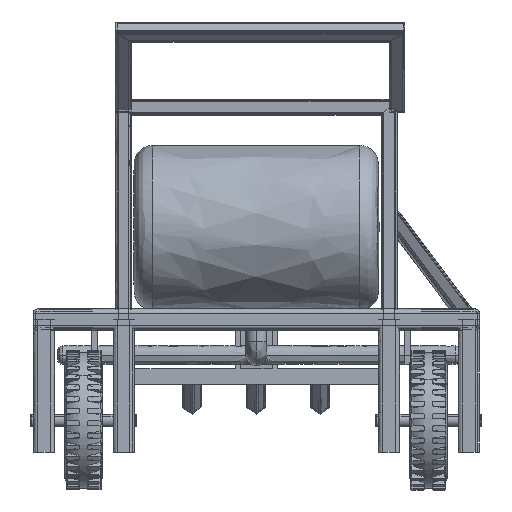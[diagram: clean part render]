
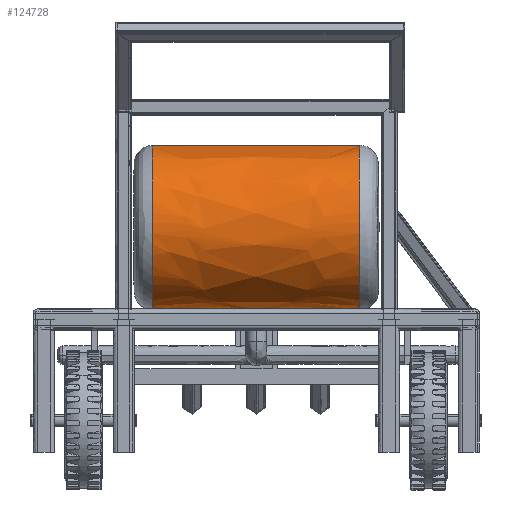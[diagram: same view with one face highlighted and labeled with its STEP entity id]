
A CAD part, left-side view. The second image highlights one B-rep face of the part: STEP entity #124728.
In plain terms, the highlighted free-form (B-spline) face has degree [2, 1] with [5, 2] control points.
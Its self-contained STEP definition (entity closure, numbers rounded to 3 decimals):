
#124417 = VERTEX_POINT('',#124418);
#124418 = CARTESIAN_POINT('',(-340.692,-72.959,
    -54.433));
#124423 = EDGE_CURVE('',#124417,#124424,#124426,.T.);
#124424 = VERTEX_POINT('',#124425);
#124425 = CARTESIAN_POINT('',(-340.878,-93.806,
    -54.433));
#124426 = B_SPLINE_CURVE_WITH_KNOTS('',3,(#124427,#124428,#124429,
    #124430,#124431,#124432,#124433,#124434,#124435,#124436,#124437,
    #124438,#124439,#124440,#124441,#124442,#124443,#124444,#124445,
    #124446,#124447,#124448,#124449,#124450,#124451,#124452,#124453,
    #124454,#124455,#124456,#124457,#124458,#124459,#124460,#124461,
    #124462,#124463,#124464,#124465,#124466,#124467,#124468,#124469,
    #124470,#124471,#124472,#124473),.UNSPECIFIED.,.F.,.F.,(4,2,2,2,2,2,
    2,2,2,1,2,2,2,2,2,2,2,2,2,2,2,2,2,4),(0.,
    0.002,0.003,0.004,
    0.006,0.007,0.008,
    0.01,0.011,0.012,
    0.013,0.014,0.016,
    0.017,0.018,0.02,
    0.021,0.021,0.023,
    0.025,0.026,0.027,
    0.029,0.031),.UNSPECIFIED.);
#124427 = CARTESIAN_POINT('',(-340.692,-72.959,
    -54.433));
#124428 = CARTESIAN_POINT('',(-341.381,-72.952,
    -54.433));
#124429 = CARTESIAN_POINT('',(-342.059,-73.014,
    -54.429));
#124430 = CARTESIAN_POINT('',(-343.06,-73.204,
    -54.416));
#124431 = CARTESIAN_POINT('',(-343.392,-73.283,
    -54.411));
#124432 = CARTESIAN_POINT('',(-344.048,-73.476,
    -54.399));
#124433 = CARTESIAN_POINT('',(-344.375,-73.59,
    -54.392));
#124434 = CARTESIAN_POINT('',(-345.325,-73.974,
    -54.368));
#124435 = CARTESIAN_POINT('',(-345.927,-74.289,
    -54.35));
#124436 = CARTESIAN_POINT('',(-346.782,-74.849,
    -54.319));
#124437 = CARTESIAN_POINT('',(-347.06,-75.051,
    -54.309));
#124438 = CARTESIAN_POINT('',(-347.594,-75.482,
    -54.287));
#124439 = CARTESIAN_POINT('',(-347.849,-75.709,
    -54.276));
#124440 = CARTESIAN_POINT('',(-348.577,-76.424,
    -54.243));
#124441 = CARTESIAN_POINT('',(-349.013,-76.945,
    -54.221));
#124442 = CARTESIAN_POINT('',(-349.592,-77.794,
    -54.191));
#124443 = CARTESIAN_POINT('',(-349.772,-78.089,
    -54.181));
#124444 = CARTESIAN_POINT('',(-350.099,-78.688,
    -54.162));
#124445 = CARTESIAN_POINT('',(-350.395,-79.3,
    -54.145));
#124446 = CARTESIAN_POINT('',(-350.63,-79.937,
    -54.131));
#124447 = CARTESIAN_POINT('',(-350.834,-80.588,
    -54.119));
#124448 = CARTESIAN_POINT('',(-350.921,-80.922,
    -54.114));
#124449 = CARTESIAN_POINT('',(-351.131,-81.93,
    -54.101));
#124450 = CARTESIAN_POINT('',(-351.203,-82.606,
    -54.097));
#124451 = CARTESIAN_POINT('',(-351.212,-83.626,
    -54.097));
#124452 = CARTESIAN_POINT('',(-351.199,-83.967,
    -54.098));
#124453 = CARTESIAN_POINT('',(-351.138,-84.651,
    -54.102));
#124454 = CARTESIAN_POINT('',(-351.09,-84.992,
    -54.105));
#124455 = CARTESIAN_POINT('',(-350.899,-85.996,
    -54.118));
#124456 = CARTESIAN_POINT('',(-350.708,-86.648,
    -54.13));
#124457 = CARTESIAN_POINT('',(-350.325,-87.598,
    -54.154));
#124458 = CARTESIAN_POINT('',(-350.18,-87.912,
    -54.162));
#124459 = CARTESIAN_POINT('',(-349.863,-88.519,
    -54.181));
#124460 = CARTESIAN_POINT('',(-349.69,-88.812,
    -54.191));
#124461 = CARTESIAN_POINT('',(-349.132,-89.664,
    -54.221));
#124462 = CARTESIAN_POINT('',(-348.706,-90.195,
    -54.243));
#124463 = CARTESIAN_POINT('',(-347.741,-91.177,
    -54.287));
#124464 = CARTESIAN_POINT('',(-347.218,-91.613,
    -54.309));
#124465 = CARTESIAN_POINT('',(-346.376,-92.187,
    -54.34));
#124466 = CARTESIAN_POINT('',(-346.086,-92.365,
    -54.349));
#124467 = CARTESIAN_POINT('',(-345.486,-92.693,
    -54.368));
#124468 = CARTESIAN_POINT('',(-345.175,-92.843,
    -54.376));
#124469 = CARTESIAN_POINT('',(-344.231,-93.244,
    -54.4));
#124470 = CARTESIAN_POINT('',(-343.583,-93.447,
    -54.412));
#124471 = CARTESIAN_POINT('',(-342.249,-93.726,
    -54.429));
#124472 = CARTESIAN_POINT('',(-341.559,-93.8,
    -54.433));
#124473 = CARTESIAN_POINT('',(-340.878,-93.806,
    -54.433));
#124496 = VERTEX_POINT('',#124497);
#124497 = CARTESIAN_POINT('',(-338.971,119.88,
    268.715));
#124498 = VERTEX_POINT('',#124499);
#124499 = CARTESIAN_POINT('',(-338.971,119.88,
    -54.433));
#124551 = VERTEX_POINT('',#124552);
#124552 = CARTESIAN_POINT('',(-342.6,-286.645,
    268.715));
#124553 = VERTEX_POINT('',#124554);
#124554 = CARTESIAN_POINT('',(-342.6,-286.645,
    -54.433));
#124562 = EDGE_CURVE('',#124553,#124424,#124563,.T.);
#124563 = B_SPLINE_CURVE_WITH_KNOTS('',1,(#124564,#124565),
  .UNSPECIFIED.,.F.,.F.,(2,2),(-420.,-235.),.PIECEWISE_BEZIER_KNOTS.);
#124564 = CARTESIAN_POINT('',(-342.6,-286.645,
    -54.433));
#124565 = CARTESIAN_POINT('',(-340.878,-93.806,
    -54.433));
#124616 = EDGE_CURVE('',#124417,#124498,#124617,.T.);
#124617 = B_SPLINE_CURVE_WITH_KNOTS('',1,(#124618,#124619),
  .UNSPECIFIED.,.F.,.F.,(2,2),(-215.,-30.),.PIECEWISE_BEZIER_KNOTS.);
#124618 = CARTESIAN_POINT('',(-340.692,-72.959,
    -54.433));
#124619 = CARTESIAN_POINT('',(-338.971,119.88,
    -54.433));
#124622 = EDGE_CURVE('',#124551,#124496,#124623,.T.);
#124623 = B_SPLINE_CURVE_WITH_KNOTS('',1,(#124624,#124625),
  .UNSPECIFIED.,.F.,.F.,(2,2),(-420.,-30.),.PIECEWISE_BEZIER_KNOTS.);
#124624 = CARTESIAN_POINT('',(-342.6,-286.645,
    268.715));
#124625 = CARTESIAN_POINT('',(-338.971,119.88,
    268.715));
#124705 = EDGE_CURVE('',#124553,#124551,#124706,.T.);
#124706 = ( BOUNDED_CURVE() B_SPLINE_CURVE(2,(#124707,#124708,#124709,
#124710,#124711),.UNSPECIFIED.,.F.,.F.) B_SPLINE_CURVE_WITH_KNOTS((3,2,3
    ),(3.142,4.712,6.283),
.PIECEWISE_BEZIER_KNOTS.) CURVE() GEOMETRIC_REPRESENTATION_ITEM() 
RATIONAL_B_SPLINE_CURVE((1.,0.707,1.,0.707,1.)) 
REPRESENTATION_ITEM('') );
#124707 = CARTESIAN_POINT('',(-342.6,-286.645,
    -54.433));
#124708 = CARTESIAN_POINT('',(-504.167,-285.203,
    -54.433));
#124709 = CARTESIAN_POINT('',(-504.167,-285.203,
    107.141));
#124710 = CARTESIAN_POINT('',(-504.167,-285.203,
    268.715));
#124711 = CARTESIAN_POINT('',(-342.6,-286.645,
    268.715));
#124728 = ADVANCED_FACE('',(#124729),#124744,.T.);
#124729 = FACE_BOUND('',#124730,.T.);
#124730 = EDGE_LOOP('',(#124731,#124732,#124733,#124734,#124742,#124743)
  );
#124731 = ORIENTED_EDGE('',*,*,#124562,.F.);
#124732 = ORIENTED_EDGE('',*,*,#124705,.T.);
#124733 = ORIENTED_EDGE('',*,*,#124622,.T.);
#124734 = ORIENTED_EDGE('',*,*,#124735,.F.);
#124735 = EDGE_CURVE('',#124498,#124496,#124736,.T.);
#124736 = ( BOUNDED_CURVE() B_SPLINE_CURVE(2,(#124737,#124738,#124739,
#124740,#124741),.UNSPECIFIED.,.F.,.F.) B_SPLINE_CURVE_WITH_KNOTS((3,2,3
    ),(3.142,4.712,6.283),
.PIECEWISE_BEZIER_KNOTS.) CURVE() GEOMETRIC_REPRESENTATION_ITEM() 
RATIONAL_B_SPLINE_CURVE((1.,0.707,1.,0.707,1.)) 
REPRESENTATION_ITEM('') );
#124737 = CARTESIAN_POINT('',(-338.971,119.88,
    -54.433));
#124738 = CARTESIAN_POINT('',(-500.539,121.322,
    -54.433));
#124739 = CARTESIAN_POINT('',(-500.539,121.322,
    107.141));
#124740 = CARTESIAN_POINT('',(-500.539,121.322,
    268.715));
#124741 = CARTESIAN_POINT('',(-338.971,119.88,
    268.715));
#124742 = ORIENTED_EDGE('',*,*,#124616,.F.);
#124743 = ORIENTED_EDGE('',*,*,#124423,.T.);
#124744 = ( BOUNDED_SURFACE() B_SPLINE_SURFACE(2,1,(
    (#124745,#124746)
    ,(#124747,#124748)
    ,(#124749,#124750)
    ,(#124751,#124752)
    ,(#124753,#124754
)),.UNSPECIFIED.,.F.,.F.,.F.) B_SPLINE_SURFACE_WITH_KNOTS((3,2,3),(2,2),
  (3.142,4.712,6.283),(-420.,-30.),
.PIECEWISE_BEZIER_KNOTS.) GEOMETRIC_REPRESENTATION_ITEM() 
RATIONAL_B_SPLINE_SURFACE((
    (1.,1.)
    ,(0.707,0.707)
    ,(1.,1.)
    ,(0.707,0.707)
,(1.,1.))) REPRESENTATION_ITEM('') SURFACE() );
#124745 = CARTESIAN_POINT('',(-342.6,-286.645,
    -54.433));
#124746 = CARTESIAN_POINT('',(-338.971,119.88,
    -54.433));
#124747 = CARTESIAN_POINT('',(-504.167,-285.203,
    -54.433));
#124748 = CARTESIAN_POINT('',(-500.539,121.322,
    -54.433));
#124749 = CARTESIAN_POINT('',(-504.167,-285.203,
    107.141));
#124750 = CARTESIAN_POINT('',(-500.539,121.322,
    107.141));
#124751 = CARTESIAN_POINT('',(-504.167,-285.203,
    268.715));
#124752 = CARTESIAN_POINT('',(-500.539,121.322,
    268.715));
#124753 = CARTESIAN_POINT('',(-342.6,-286.645,
    268.715));
#124754 = CARTESIAN_POINT('',(-338.971,119.88,
    268.715));
